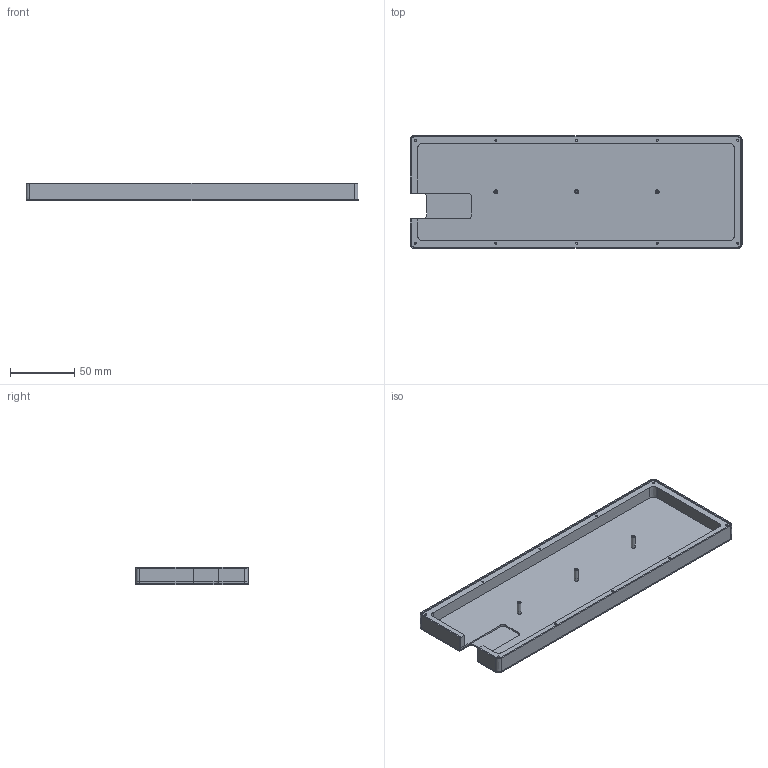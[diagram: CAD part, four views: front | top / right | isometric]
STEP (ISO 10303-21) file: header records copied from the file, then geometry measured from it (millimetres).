
FILE_DESCRIPTION(('Open CASCADE Model'),'2;1');
FILE_NAME('Open CASCADE Shape Model','2019-05-20T19:37:32',('Author'),( 'Open CASCADE'),'Open CASCADE STEP processor 7.1','Open CASCADE 7.1' ,'Unknown');
FILE_SCHEMA(('AUTOMOTIVE_DESIGN { 1 0 10303 214 1 1 1 1 }'));
Length unit declared in the file: millimetre
Products named in the file (1): Open CASCADE STEP translator 7.1 1
Bounding box: 259 x 88 x 13.5 mm (x, y, z)
Volume: 94968.3 mm3; surface area: 77325.6 mm2
Topology: 1 solids, 1 shells, 106 faces, 295 edges, 196 vertices
Faces by surface type: extrusion 68, cylinder 16, cone 13, plane 9
Full cylindrical faces by diameter (mm): 1.6 x13, 3 x3
Entity records: 6780 total; most frequent: CARTESIAN_POINT 1741, DIRECTION 718, ORIENTED_EDGE 564, PCURVE 564, DEFINITIONAL_REPRESENTATION 564, VECTOR 544, LINE 476, EDGE_CURVE 282
